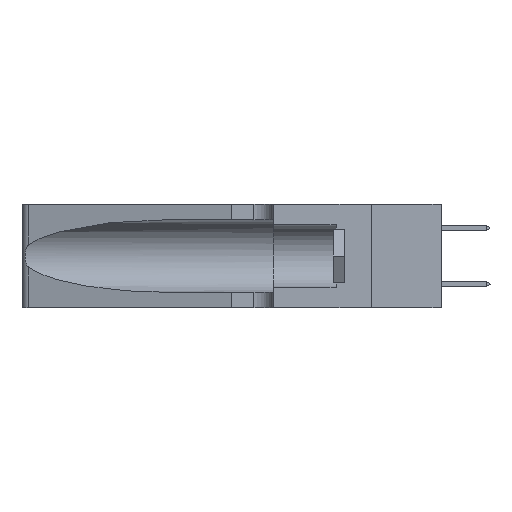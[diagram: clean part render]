
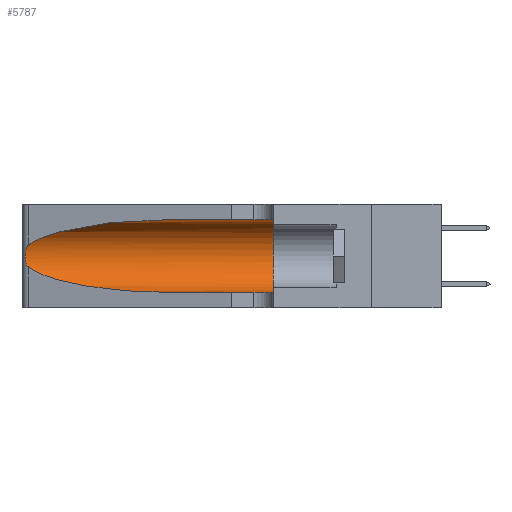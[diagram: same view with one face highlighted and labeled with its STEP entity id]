
A CAD part, left-side view. The second image highlights one B-rep face of the part: STEP entity #5787.
In plain terms, the highlighted cylindrical face has radius 3.308 mm (diameter 6.617 mm), a partial arc.
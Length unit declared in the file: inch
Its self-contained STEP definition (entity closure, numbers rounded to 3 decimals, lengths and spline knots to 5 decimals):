
#34 = DIRECTION ( 'NONE',  ( 0., 0., 1. ) ) ;
#135 = DIRECTION ( 'NONE',  ( 0., -1., 0. ) ) ;
#276 = CARTESIAN_POINT ( 'NONE',  ( 0.1305, 1.61858, 0.31525 ) ) ;
#456 = LINE ( 'NONE', #276, #9851 ) ;
#946 = VERTEX_POINT ( 'NONE', #22142 ) ;
#1049 = EDGE_CURVE ( 'NONE', #15454, #17932, #9742, .T. ) ;
#1112 = CARTESIAN_POINT ( 'NONE',  ( 0.1305, 1.61858, 0.05475 ) ) ;
#1213 = ORIENTED_EDGE ( 'NONE', *, *, #2515, .F. ) ;
#1520 = CARTESIAN_POINT ( 'NONE',  ( 0.25856, 1.23593, 0.16098 ) ) ;
#1591 = CARTESIAN_POINT ( 'NONE',  ( 0.25639, 1.23186, 0.15144 ) ) ;
#1742 = CARTESIAN_POINT ( 'NONE',  ( 0.25789, 1.23486, 0.15765 ) ) ;
#1880 = ORIENTED_EDGE ( 'NONE', *, *, #14061, .T. ) ;
#2467 = CARTESIAN_POINT ( 'NONE',  ( 0.18966, 0.96281, 0.05475 ) ) ;
#2515 = EDGE_CURVE ( 'NONE', #15454, #4416, #456, .T. ) ;
#2537 = VERTEX_POINT ( 'NONE', #5563 ) ;
#2658 = CARTESIAN_POINT ( 'NONE',  ( 0.25487, 1.22718, 0.22369 ) ) ;
#3009 = AXIS2_PLACEMENT_3D ( 'NONE', #21524, #19431, #34 ) ;
#4416 = VERTEX_POINT ( 'NONE', #8999 ) ;
#4510 = CARTESIAN_POINT ( 'NONE',  ( 0.2373, 1.15595, 0.28018 ) ) ;
#5007 = CARTESIAN_POINT ( 'NONE',  ( 0.26075, 1.23896, 0.19203 ) ) ;
#5303 = CARTESIAN_POINT ( 'NONE',  ( 0.25487, 1.22718, 0.22369 ) ) ;
#5563 = CARTESIAN_POINT ( 'NONE',  ( 0.1305, 0.35, 0.05475 ) ) ;
#5787 = ADVANCED_FACE ( 'NONE', ( #13285 ), #12448, .F. ) ;
#6716 = CARTESIAN_POINT ( 'NONE',  ( 0.25639, 1.23184, 0.21858 ) ) ;
#8999 = CARTESIAN_POINT ( 'NONE',  ( 0.1305, 0.35, 0.31525 ) ) ;
#9742 =( BOUNDED_CURVE ( )  B_SPLINE_CURVE ( 3, ( #11332, #14892, #4510, #2658 ),
 .UNSPECIFIED., .F., .F. ) 
 B_SPLINE_CURVE_WITH_KNOTS ( ( 4, 4 ),
 ( 1.5708, 2.84003 ),
 .UNSPECIFIED. ) 
 CURVE ( )  GEOMETRIC_REPRESENTATION_ITEM ( )  RATIONAL_B_SPLINE_CURVE ( ( 1., 0.87, 0.87, 1. ) ) 
 REPRESENTATION_ITEM ( '' )  );
#9767 = DIRECTION ( 'NONE',  ( 0., -1., 0. ) ) ;
#9851 = VECTOR ( 'NONE', #135, 39.37008 ) ;
#10113 = LINE ( 'NONE', #1112, #13433 ) ;
#10191 = ORIENTED_EDGE ( 'NONE', *, *, #20924, .T. ) ;
#10215 = CARTESIAN_POINT ( 'NONE',  ( 0.25854, 1.2359, 0.20912 ) ) ;
#10296 = CARTESIAN_POINT ( 'NONE',  ( 0.25787, 1.23484, 0.2124 ) ) ;
#10447 = CARTESIAN_POINT ( 'NONE',  ( 0.25487, 1.22718, 0.14631 ) ) ;
#11289 = CARTESIAN_POINT ( 'NONE',  ( 0.1305, 0.72297, 0.31525 ) ) ;
#11332 = CARTESIAN_POINT ( 'NONE',  ( 0.1305, 0.72297, 0.31525 ) ) ;
#11978 = ORIENTED_EDGE ( 'NONE', *, *, #21120, .F. ) ;
#12289 = CARTESIAN_POINT ( 'NONE',  ( 0.26075, 1.23896, 0.178 ) ) ;
#12448 = CYLINDRICAL_SURFACE ( 'NONE', #21045, 0.13025 ) ;
#12778 = CIRCLE ( 'NONE', #3009, 0.13025 ) ;
#13285 = FACE_OUTER_BOUND ( 'NONE', #13778, .T. ) ;
#13433 = VECTOR ( 'NONE', #17202, 39.37008 ) ;
#13534 = CARTESIAN_POINT ( 'NONE',  ( 0.25487, 1.22718, 0.22369 ) ) ;
#13778 = EDGE_LOOP ( 'NONE', ( #16799, #10191, #1880, #18002, #11978, #1213 ) ) ;
#13907 = CARTESIAN_POINT ( 'NONE',  ( 0.26018, 1.23835, 0.19895 ) ) ;
#14061 = EDGE_CURVE ( 'NONE', #946, #20118, #20851, .T. ) ;
#14340 = CARTESIAN_POINT ( 'NONE',  ( 0.25487, 1.22718, 0.14631 ) ) ;
#14892 = CARTESIAN_POINT ( 'NONE',  ( 0.18966, 0.96281, 0.31525 ) ) ;
#15454 = VERTEX_POINT ( 'NONE', #11289 ) ;
#15474 = DIRECTION ( 'NONE',  ( 0., 0., -1. ) ) ;
#15538 = CARTESIAN_POINT ( 'NONE',  ( 0.26017, 1.23833, 0.17102 ) ) ;
#15576 = EDGE_CURVE ( 'NONE', #20118, #2537, #10113, .T. ) ;
#16650 = CARTESIAN_POINT ( 'NONE',  ( 0.1305, 1.61858, 0.185 ) ) ;
#16799 = ORIENTED_EDGE ( 'NONE', *, *, #1049, .T. ) ;
#17202 = DIRECTION ( 'NONE',  ( 0., -1., 0. ) ) ;
#17925 = CARTESIAN_POINT ( 'NONE',  ( 0.1305, 0.72297, 0.05475 ) ) ;
#17932 = VERTEX_POINT ( 'NONE', #13534 ) ;
#18002 = ORIENTED_EDGE ( 'NONE', *, *, #15576, .T. ) ;
#19431 = DIRECTION ( 'NONE',  ( 0., 1., 0. ) ) ;
#20102 = B_SPLINE_CURVE_WITH_KNOTS ( 'NONE', 3,
 ( #5303, #21082, #6716, #10296, #10215, #13907, #5007, #12289, #15538, #1520, #1742, #1591, #22645, #10447 ),
 .UNSPECIFIED., .F., .F.,
 ( 4, 2, 2, 2, 2, 2, 4 ),
 ( 0., 0.00027, 0.00053, 0.00107, 0.0016, 0.00187, 0.00214 ),
 .UNSPECIFIED. ) ;
#20118 = VERTEX_POINT ( 'NONE', #17925 ) ;
#20851 =( BOUNDED_CURVE ( )  B_SPLINE_CURVE ( 3, ( #14340, #21966, #2467, #21887 ),
 .UNSPECIFIED., .F., .F. ) 
 B_SPLINE_CURVE_WITH_KNOTS ( ( 4, 4 ),
 ( 3.44316, 4.71239 ),
 .UNSPECIFIED. ) 
 CURVE ( )  GEOMETRIC_REPRESENTATION_ITEM ( )  RATIONAL_B_SPLINE_CURVE ( ( 1., 0.87, 0.87, 1. ) ) 
 REPRESENTATION_ITEM ( '' )  );
#20924 = EDGE_CURVE ( 'NONE', #17932, #946, #20102, .T. ) ;
#21045 = AXIS2_PLACEMENT_3D ( 'NONE', #16650, #9767, #15474 ) ;
#21082 = CARTESIAN_POINT ( 'NONE',  ( 0.25555, 1.22994, 0.2215 ) ) ;
#21120 = EDGE_CURVE ( 'NONE', #4416, #2537, #12778, .T. ) ;
#21524 = CARTESIAN_POINT ( 'NONE',  ( 0.1305, 0.35, 0.185 ) ) ;
#21887 = CARTESIAN_POINT ( 'NONE',  ( 0.1305, 0.72297, 0.05475 ) ) ;
#21966 = CARTESIAN_POINT ( 'NONE',  ( 0.2373, 1.15595, 0.08982 ) ) ;
#22142 = CARTESIAN_POINT ( 'NONE',  ( 0.25487, 1.22718, 0.14631 ) ) ;
#22645 = CARTESIAN_POINT ( 'NONE',  ( 0.25555, 1.22993, 0.14849 ) ) ;
